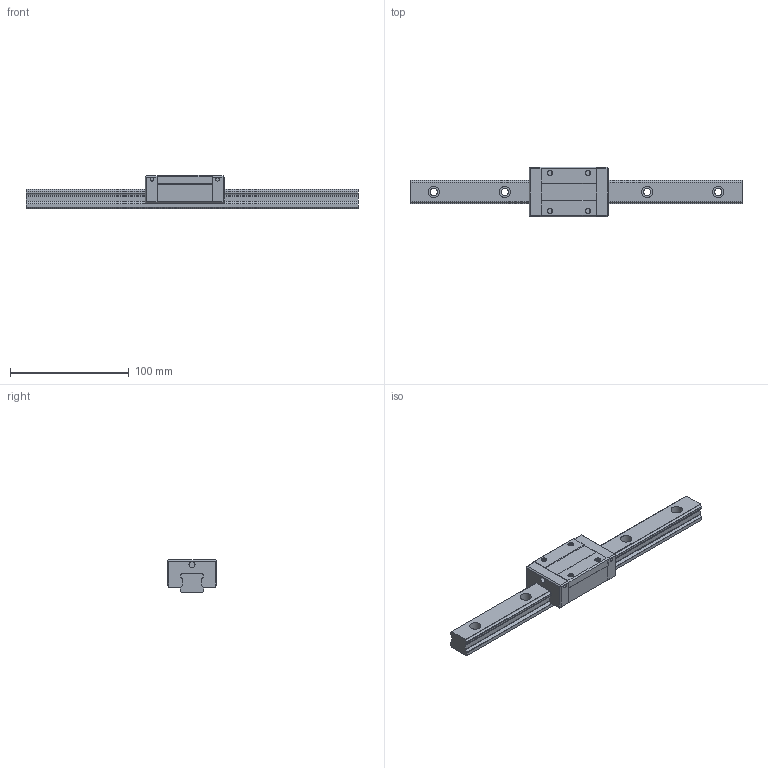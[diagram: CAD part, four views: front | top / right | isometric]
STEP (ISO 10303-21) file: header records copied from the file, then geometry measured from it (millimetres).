
FILE_DESCRIPTION(/* description */ (''),/* implementation_level */ '2;1');
FILE_NAME(/* name */ 'TRS20VN.stp',/* time_stamp */ '2012-09-21T09:57:40+08:00',/* author */ (''),/* organization */ (''),/* preprocessor_version */ 'ST-DEVELOPER v11',/* originating_system */ 'SIEMENS UGS NX 6.0',/* authorisation */ '');
FILE_SCHEMA (('CONFIG_CONTROL_DESIGN'));
Length unit declared in the file: millimetre
Products named in the file (1): fann9E27ofwr
Bounding box: 280 x 42 x 28 mm (x, y, z)
Volume: 128240.8 mm3; surface area: 35715 mm2
Topology: 2 solids, 6 shells, 191 faces, 537 edges, 373 vertices
Faces by surface type: plane 97, cylinder 86, bspline 8
Full cylindrical faces by diameter (mm): 2.11 x4, 3 x4, 4.1 x24, 5.08 x2, 6 x5, 9.5 x5
Entity records: 11544 total; most frequent: CARTESIAN_POINT 7442, ORIENTED_EDGE 856, DIRECTION 746, EDGE_CURVE 428, VERTEX_POINT 312, AXIS2_PLACEMENT_3D 280, EDGE_LOOP 216, LINE 186
